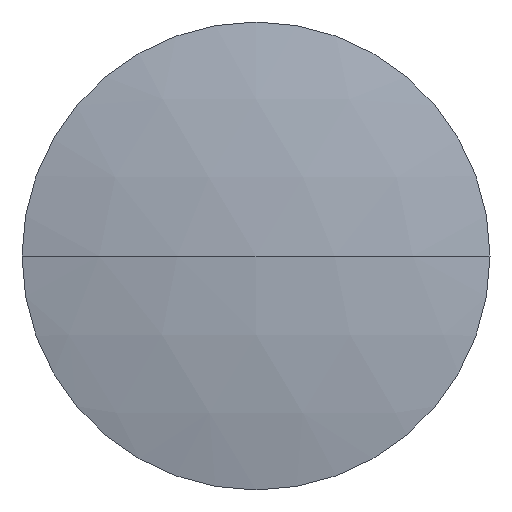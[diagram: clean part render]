
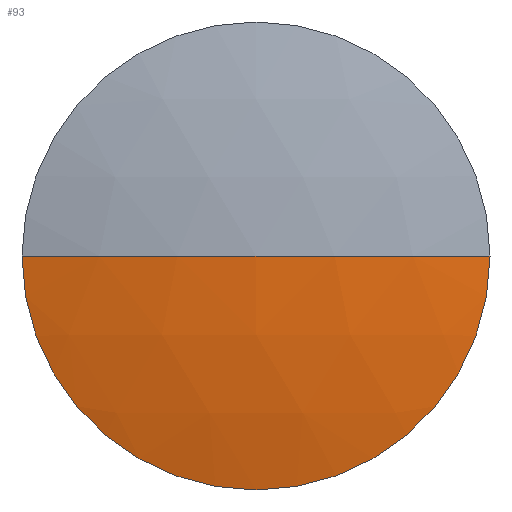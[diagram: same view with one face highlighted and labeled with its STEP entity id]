
A CAD part, left-side view. The second image highlights one B-rep face of the part: STEP entity #93.
In plain terms, the highlighted spherical face has radius 107 mm.
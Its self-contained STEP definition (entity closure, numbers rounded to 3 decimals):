
#4 = DIRECTION ( 'NONE',  ( 0., -1., 0. ) ) ;
#7 = AXIS2_PLACEMENT_3D ( 'NONE', #153, #66, #132 ) ;
#8 = CARTESIAN_POINT ( 'NONE',  ( 245.199, 130.434, 0. ) ) ;
#12 = CIRCLE ( 'NONE', #109, 25. ) ;
#14 = FACE_OUTER_BOUND ( 'NONE', #65, .T. ) ;
#16 = CARTESIAN_POINT ( 'NONE',  ( 352.199, 130.434, 0. ) ) ;
#19 = DIRECTION ( 'NONE',  ( 0., 0., -1. ) ) ;
#20 = DIRECTION ( 'NONE',  ( -1., 0., 0. ) ) ;
#27 = EDGE_CURVE ( 'NONE', #169, #152, #76, .T. ) ;
#32 = DIRECTION ( 'NONE',  ( 0., 0., -1. ) ) ;
#34 = DIRECTION ( 'NONE',  ( 0., 1., 0. ) ) ;
#44 = EDGE_CURVE ( 'NONE', #144, #152, #162, .T. ) ;
#60 = CARTESIAN_POINT ( 'NONE',  ( 352.199, 130.434, 0. ) ) ;
#65 = EDGE_LOOP ( 'NONE', ( #133, #187, #71 ) ) ;
#66 = DIRECTION ( 'NONE',  ( 0., 0., 1. ) ) ;
#68 = EDGE_CURVE ( 'NONE', #144, #169, #12, .T. ) ;
#71 = ORIENTED_EDGE ( 'NONE', *, *, #44, .F. ) ;
#76 = CIRCLE ( 'NONE', #173, 107. ) ;
#93 = ADVANCED_FACE ( 'NONE', ( #14 ), #116, .T. ) ;
#107 = CARTESIAN_POINT ( 'NONE',  ( 248.161, 130.434, 0. ) ) ;
#108 = DIRECTION ( 'NONE',  ( 0., 1., 0. ) ) ;
#109 = AXIS2_PLACEMENT_3D ( 'NONE', #107, #20, #4 ) ;
#116 = SPHERICAL_SURFACE ( 'NONE', #177, 107. ) ;
#132 = DIRECTION ( 'NONE',  ( 1., 0., 0. ) ) ;
#133 = ORIENTED_EDGE ( 'NONE', *, *, #68, .T. ) ;
#134 = CARTESIAN_POINT ( 'NONE',  ( 248.161, 155.434, 0. ) ) ;
#142 = CARTESIAN_POINT ( 'NONE',  ( 248.161, 105.434, 0. ) ) ;
#144 = VERTEX_POINT ( 'NONE', #134 ) ;
#152 = VERTEX_POINT ( 'NONE', #8 ) ;
#153 = CARTESIAN_POINT ( 'NONE',  ( 352.199, 130.434, 0. ) ) ;
#162 = CIRCLE ( 'NONE', #7, 107. ) ;
#169 = VERTEX_POINT ( 'NONE', #142 ) ;
#173 = AXIS2_PLACEMENT_3D ( 'NONE', #16, #19, #108 ) ;
#177 = AXIS2_PLACEMENT_3D ( 'NONE', #60, #32, #34 ) ;
#187 = ORIENTED_EDGE ( 'NONE', *, *, #27, .T. ) ;
